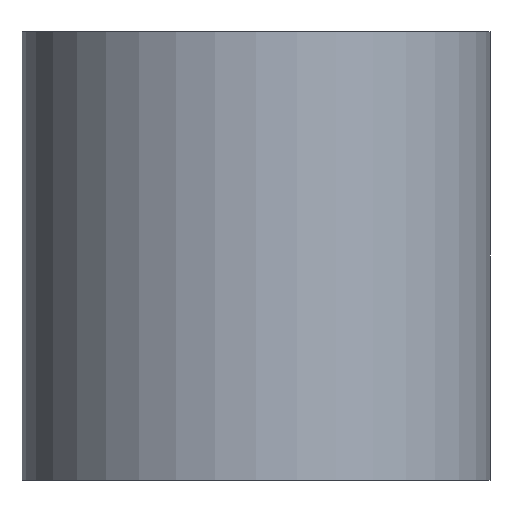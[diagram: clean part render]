
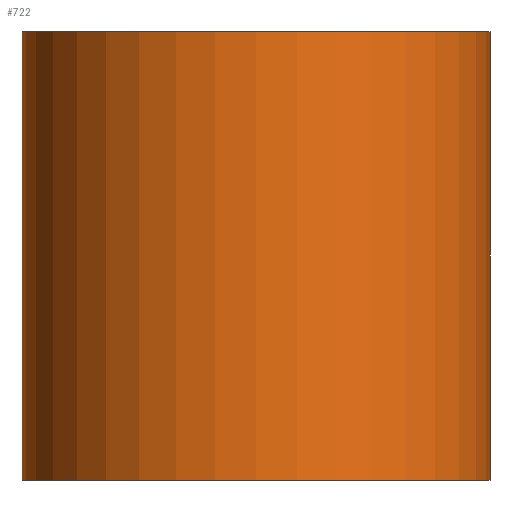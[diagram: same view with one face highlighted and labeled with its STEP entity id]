
A CAD part, front view. The second image highlights one B-rep face of the part: STEP entity #722.
In plain terms, the highlighted cylindrical face has radius 24 mm (diameter 48 mm), a partial arc.
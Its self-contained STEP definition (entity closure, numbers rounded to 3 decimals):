
#1 = CYLINDRICAL_SURFACE ( 'NONE', #393, 24. ) ;
#8 = CIRCLE ( 'NONE', #172, 24. ) ;
#14 = ORIENTED_EDGE ( 'NONE', *, *, #643, .F. ) ;
#48 = AXIS2_PLACEMENT_3D ( 'NONE', #308, #167, #640 ) ;
#88 = EDGE_CURVE ( 'NONE', #409, #339, #8, .T. ) ;
#112 = ORIENTED_EDGE ( 'NONE', *, *, #593, .T. ) ;
#160 = LINE ( 'NONE', #297, #815 ) ;
#167 = DIRECTION ( 'NONE',  ( 0., 0., 1. ) ) ;
#172 = AXIS2_PLACEMENT_3D ( 'NONE', #490, #611, #354 ) ;
#210 = CARTESIAN_POINT ( 'NONE',  ( -24., 0., -23. ) ) ;
#276 = EDGE_CURVE ( 'NONE', #863, #285, #289, .T. ) ;
#285 = VERTEX_POINT ( 'NONE', #450 ) ;
#289 = CIRCLE ( 'NONE', #48, 24. ) ;
#297 = CARTESIAN_POINT ( 'NONE',  ( 24., 0., 23. ) ) ;
#308 = CARTESIAN_POINT ( 'NONE',  ( 0., 0., 23. ) ) ;
#339 = VERTEX_POINT ( 'NONE', #736 ) ;
#353 = DIRECTION ( 'NONE',  ( 0., 0., -1. ) ) ;
#354 = DIRECTION ( 'NONE',  ( -1., 0., 0. ) ) ;
#370 = FACE_OUTER_BOUND ( 'NONE', #855, .T. ) ;
#373 = ORIENTED_EDGE ( 'NONE', *, *, #276, .F. ) ;
#393 = AXIS2_PLACEMENT_3D ( 'NONE', #567, #716, #562 ) ;
#409 = VERTEX_POINT ( 'NONE', #210 ) ;
#417 = CARTESIAN_POINT ( 'NONE',  ( -24., 0., 23. ) ) ;
#426 = CARTESIAN_POINT ( 'NONE',  ( -24., 0., 23. ) ) ;
#450 = CARTESIAN_POINT ( 'NONE',  ( 24., 0., 23. ) ) ;
#490 = CARTESIAN_POINT ( 'NONE',  ( 0., 0., -23. ) ) ;
#562 = DIRECTION ( 'NONE',  ( -1., 0., 0. ) ) ;
#567 = CARTESIAN_POINT ( 'NONE',  ( 0., 0., 23. ) ) ;
#573 = LINE ( 'NONE', #417, #703 ) ;
#593 = EDGE_CURVE ( 'NONE', #863, #409, #573, .T. ) ;
#611 = DIRECTION ( 'NONE',  ( 0., 0., 1. ) ) ;
#613 = DIRECTION ( 'NONE',  ( 0., 0., -1. ) ) ;
#640 = DIRECTION ( 'NONE',  ( -1., 0., 0. ) ) ;
#643 = EDGE_CURVE ( 'NONE', #285, #339, #160, .T. ) ;
#703 = VECTOR ( 'NONE', #353, 1000. ) ;
#716 = DIRECTION ( 'NONE',  ( 0., 0., -1. ) ) ;
#719 = ORIENTED_EDGE ( 'NONE', *, *, #88, .T. ) ;
#722 = ADVANCED_FACE ( 'NONE', ( #370 ), #1, .T. ) ;
#736 = CARTESIAN_POINT ( 'NONE',  ( 24., 0., -23. ) ) ;
#815 = VECTOR ( 'NONE', #613, 1000. ) ;
#855 = EDGE_LOOP ( 'NONE', ( #14, #373, #112, #719 ) ) ;
#863 = VERTEX_POINT ( 'NONE', #426 ) ;
